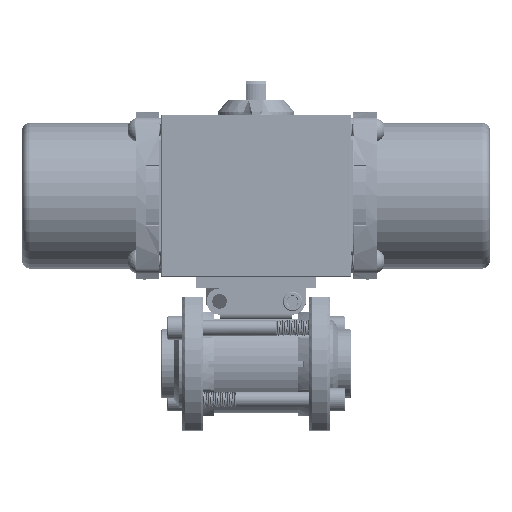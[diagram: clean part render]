
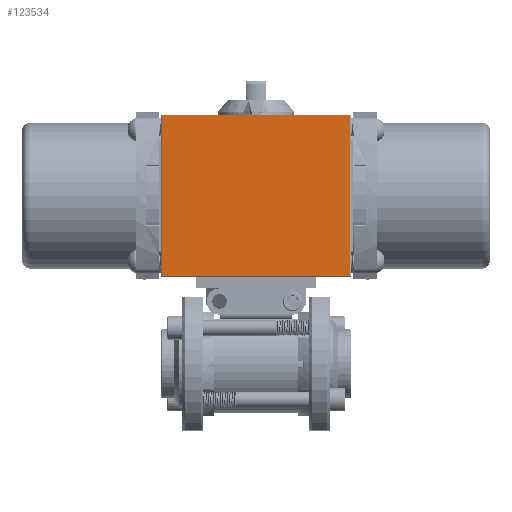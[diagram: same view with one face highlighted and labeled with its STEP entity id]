
A CAD part, top view. The second image highlights one B-rep face of the part: STEP entity #123534.
In plain terms, the highlighted planar face has unit normal (0, 0, 1).
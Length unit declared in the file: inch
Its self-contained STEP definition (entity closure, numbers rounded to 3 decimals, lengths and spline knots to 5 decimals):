
#3429 = DIRECTION ( 'NONE',  ( -1., 0., 0. ) ) ;
#6184 = ORIENTED_EDGE ( 'NONE', *, *, #96284, .T. ) ;
#9304 = DIRECTION ( 'NONE',  ( 0., 0., -1. ) ) ;
#11480 = LINE ( 'NONE', #144838, #42533 ) ;
#11518 = DIRECTION ( 'NONE',  ( 0., -1., 0. ) ) ;
#13503 = EDGE_CURVE ( 'NONE', #20632, #120049, #11480, .T. ) ;
#18319 = CARTESIAN_POINT ( 'NONE',  ( -2.255, 5.954, 1.55 ) ) ;
#20632 = VERTEX_POINT ( 'NONE', #167081 ) ;
#24879 = CARTESIAN_POINT ( 'NONE',  ( -2.255, 2.074, 1.55 ) ) ;
#28592 = VECTOR ( 'NONE', #3429, 39.37008 ) ;
#31653 = EDGE_LOOP ( 'NONE', ( #117345, #77247, #6184, #117585 ) ) ;
#42533 = VECTOR ( 'NONE', #65555, 39.37008 ) ;
#60465 = CARTESIAN_POINT ( 'NONE',  ( 2.251, 2.094, 1.55 ) ) ;
#61994 = CARTESIAN_POINT ( 'NONE',  ( -2.275, 5.974, 1.55 ) ) ;
#62537 = LINE ( 'NONE', #131253, #128757 ) ;
#65555 = DIRECTION ( 'NONE',  ( 1., 0., 0. ) ) ;
#65560 = CARTESIAN_POINT ( 'NONE',  ( 2.251, 5.954, 1.55 ) ) ;
#76333 = EDGE_CURVE ( 'NONE', #120049, #147370, #62537, .T. ) ;
#77247 = ORIENTED_EDGE ( 'NONE', *, *, #134151, .T. ) ;
#88880 = LINE ( 'NONE', #24879, #97155 ) ;
#96284 = EDGE_CURVE ( 'NONE', #157689, #20632, #88880, .T. ) ;
#97155 = VECTOR ( 'NONE', #11518, 39.37008 ) ;
#101848 = DIRECTION ( 'NONE',  ( 0., -1., 0. ) ) ;
#103051 = LINE ( 'NONE', #161870, #28592 ) ;
#104602 = DIRECTION ( 'NONE',  ( 0., 1., 0. ) ) ;
#117345 = ORIENTED_EDGE ( 'NONE', *, *, #76333, .T. ) ;
#117585 = ORIENTED_EDGE ( 'NONE', *, *, #13503, .T. ) ;
#120049 = VERTEX_POINT ( 'NONE', #60465 ) ;
#123534 = ADVANCED_FACE ( 'NONE', ( #157334 ), #127951, .F. ) ;
#127951 = PLANE ( 'NONE',  #167361 ) ;
#128757 = VECTOR ( 'NONE', #104602, 39.37008 ) ;
#131253 = CARTESIAN_POINT ( 'NONE',  ( 2.251, 5.974, 1.55 ) ) ;
#134151 = EDGE_CURVE ( 'NONE', #147370, #157689, #103051, .T. ) ;
#144838 = CARTESIAN_POINT ( 'NONE',  ( -2.275, 2.094, 1.55 ) ) ;
#147370 = VERTEX_POINT ( 'NONE', #65560 ) ;
#157334 = FACE_OUTER_BOUND ( 'NONE', #31653, .T. ) ;
#157689 = VERTEX_POINT ( 'NONE', #18319 ) ;
#161870 = CARTESIAN_POINT ( 'NONE',  ( -2.275, 5.954, 1.55 ) ) ;
#167081 = CARTESIAN_POINT ( 'NONE',  ( -2.255, 2.094, 1.55 ) ) ;
#167361 = AXIS2_PLACEMENT_3D ( 'NONE', #61994, #9304, #101848 ) ;
